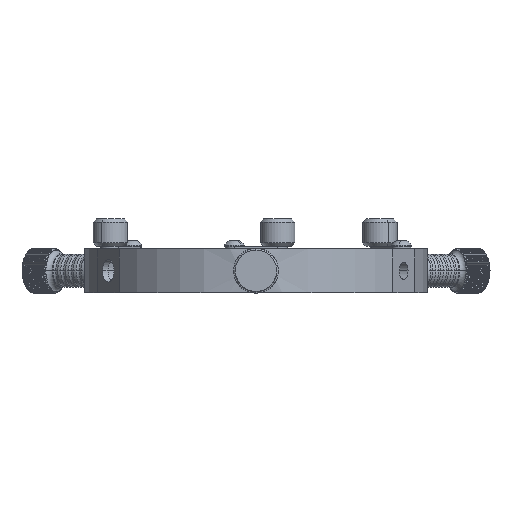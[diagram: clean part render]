
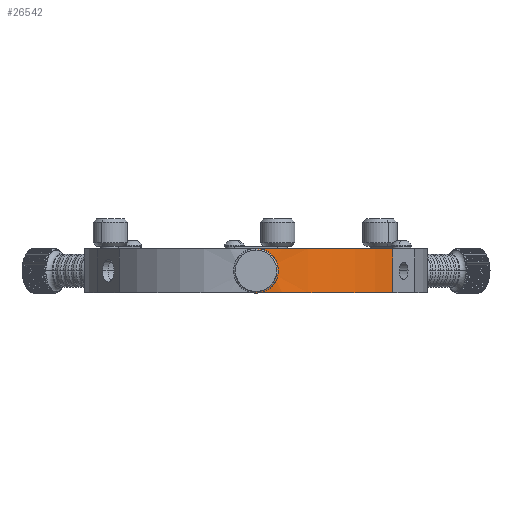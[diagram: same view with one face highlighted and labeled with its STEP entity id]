
A CAD part, left-side view. The second image highlights one B-rep face of the part: STEP entity #26542.
In plain terms, the highlighted cylindrical face has radius 49.9 mm (diameter 99.8 mm), a partial arc.
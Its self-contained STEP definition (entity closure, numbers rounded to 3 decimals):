
#613 = CARTESIAN_POINT ( 'NONE',  ( -49.877, -1.548, 4.554 ) ) ;
#939 = CARTESIAN_POINT ( 'NONE',  ( -49.855, -2.128, -4.314 ) ) ;
#956 = LINE ( 'NONE', #23611, #9830 ) ;
#1043 = DIRECTION ( 'NONE',  ( 0., 0., -1. ) ) ;
#1117 = CARTESIAN_POINT ( 'NONE',  ( -49.9, 0., -4.8 ) ) ;
#1503 = DIRECTION ( 'NONE',  ( 0., 0., -1. ) ) ;
#1971 = ORIENTED_EDGE ( 'NONE', *, *, #33401, .F. ) ;
#2375 = CARTESIAN_POINT ( 'NONE',  ( -49.9, 0., 6.35 ) ) ;
#3589 = ORIENTED_EDGE ( 'NONE', *, *, #12190, .T. ) ;
#4278 = CARTESIAN_POINT ( 'NONE',  ( -49.754, -3.815, 2.931 ) ) ;
#4431 = CARTESIAN_POINT ( 'NONE',  ( -49.799, -3.174, 3.615 ) ) ;
#4759 = CARTESIAN_POINT ( 'NONE',  ( -49.669, -4.8, 0.315 ) ) ;
#4776 = CARTESIAN_POINT ( 'NONE',  ( -49.9, 0., -6.35 ) ) ;
#5375 = B_SPLINE_CURVE_WITH_KNOTS ( 'NONE', 3,
 ( #8528, #31103, #30773, #15790, #613, #27091, #38433, #15634, #4431, #8376, #4278, #19784, #46393, #12515, #42242, #42725, #4759, #15955, #31277, #35252, #35086, #34743, #42559, #23596, #23761, #12353, #30943, #38924, #939, #46231, #8210, #23432, #19958, #1117 ),
 .UNSPECIFIED., .F., .F.,
 ( 4, 2, 2, 2, 2, 2, 2, 2, 2, 2, 2, 2, 2, 2, 2, 2, 4 ),
 ( 0., 0.001, 0.002, 0.003, 0.004, 0.005, 0.006, 0.007, 0.008, 0.008, 0.009, 0.01, 0.011, 0.012, 0.013, 0.014, 0.015 ),
 .UNSPECIFIED. ) ;
#5469 = EDGE_CURVE ( 'NONE', #21977, #11668, #956, .T. ) ;
#7353 = CARTESIAN_POINT ( 'NONE',  ( -49.9, 0., 4.8 ) ) ;
#7516 = EDGE_LOOP ( 'NONE', ( #1971, #47320, #15736, #16989, #3589, #8598 ) ) ;
#8210 = CARTESIAN_POINT ( 'NONE',  ( -49.885, -1.247, -4.646 ) ) ;
#8376 = CARTESIAN_POINT ( 'NONE',  ( -49.769, -3.616, 3.172 ) ) ;
#8528 = CARTESIAN_POINT ( 'NONE',  ( -49.9, 0., 4.8 ) ) ;
#8598 = ORIENTED_EDGE ( 'NONE', *, *, #22789, .F. ) ;
#9830 = VECTOR ( 'NONE', #42745, 1000. ) ;
#11668 = VERTEX_POINT ( 'NONE', #4776 ) ;
#11824 = VERTEX_POINT ( 'NONE', #28754 ) ;
#12190 = EDGE_CURVE ( 'NONE', #11668, #11824, #26150, .T. ) ;
#12278 = CARTESIAN_POINT ( 'NONE',  ( -30.211, -39.715, 6.35 ) ) ;
#12353 = CARTESIAN_POINT ( 'NONE',  ( -49.8, -3.171, -3.618 ) ) ;
#12515 = CARTESIAN_POINT ( 'NONE',  ( -49.692, -4.554, 1.549 ) ) ;
#14993 = CARTESIAN_POINT ( 'NONE',  ( -30.211, -39.715, 6.35 ) ) ;
#15314 = EDGE_CURVE ( 'NONE', #37974, #16892, #46708, .T. ) ;
#15634 = CARTESIAN_POINT ( 'NONE',  ( -49.815, -2.927, 3.817 ) ) ;
#15736 = ORIENTED_EDGE ( 'NONE', *, *, #30953, .T. ) ;
#15790 = CARTESIAN_POINT ( 'NONE',  ( -49.885, -1.243, 4.647 ) ) ;
#15955 = CARTESIAN_POINT ( 'NONE',  ( -49.669, -4.8, -0.312 ) ) ;
#16892 = VERTEX_POINT ( 'NONE', #7353 ) ;
#16989 = ORIENTED_EDGE ( 'NONE', *, *, #5469, .T. ) ;
#19600 = FACE_OUTER_BOUND ( 'NONE', #7516, .T. ) ;
#19784 = CARTESIAN_POINT ( 'NONE',  ( -49.726, -4.166, 2.406 ) ) ;
#19958 = CARTESIAN_POINT ( 'NONE',  ( -49.9, -0.313, -4.8 ) ) ;
#20480 = CARTESIAN_POINT ( 'NONE',  ( 0., 0., 6.35 ) ) ;
#20876 = DIRECTION ( 'NONE',  ( 0., 0., -1. ) ) ;
#21976 = DIRECTION ( 'NONE',  ( 1., 0., 0. ) ) ;
#21977 = VERTEX_POINT ( 'NONE', #43343 ) ;
#22789 = EDGE_CURVE ( 'NONE', #35203, #11824, #48434, .T. ) ;
#22900 = VECTOR ( 'NONE', #20876, 1000. ) ;
#23432 = CARTESIAN_POINT ( 'NONE',  ( -49.897, -0.632, -4.769 ) ) ;
#23596 = CARTESIAN_POINT ( 'NONE',  ( -49.754, -3.817, -2.927 ) ) ;
#23611 = CARTESIAN_POINT ( 'NONE',  ( -49.9, 0., 6.35 ) ) ;
#23761 = CARTESIAN_POINT ( 'NONE',  ( -49.769, -3.619, -3.169 ) ) ;
#25050 = CARTESIAN_POINT ( 'NONE',  ( -49.9, 0., 6.35 ) ) ;
#26150 = CIRCLE ( 'NONE', #33790, 49.9 ) ;
#26542 = ADVANCED_FACE ( 'NONE', ( #19600 ), #48707, .T. ) ;
#27026 = VECTOR ( 'NONE', #1043, 1000. ) ;
#27091 = CARTESIAN_POINT ( 'NONE',  ( -49.855, -2.129, 4.313 ) ) ;
#28754 = CARTESIAN_POINT ( 'NONE',  ( -30.211, -39.715, -6.35 ) ) ;
#29745 = AXIS2_PLACEMENT_3D ( 'NONE', #20480, #1503, #46606 ) ;
#30773 = CARTESIAN_POINT ( 'NONE',  ( -49.897, -0.629, 4.769 ) ) ;
#30943 = CARTESIAN_POINT ( 'NONE',  ( -49.815, -2.928, -3.816 ) ) ;
#30953 = EDGE_CURVE ( 'NONE', #16892, #21977, #5375, .T. ) ;
#31103 = CARTESIAN_POINT ( 'NONE',  ( -49.9, -0.317, 4.8 ) ) ;
#31277 = CARTESIAN_POINT ( 'NONE',  ( -49.672, -4.769, -0.63 ) ) ;
#33062 = DIRECTION ( 'NONE',  ( 1., 0., 0. ) ) ;
#33401 = EDGE_CURVE ( 'NONE', #37974, #35203, #47444, .T. ) ;
#33448 = CARTESIAN_POINT ( 'NONE',  ( 0., 0., 6.35 ) ) ;
#33790 = AXIS2_PLACEMENT_3D ( 'NONE', #44842, #44522, #33062 ) ;
#34743 = CARTESIAN_POINT ( 'NONE',  ( -49.713, -4.315, -2.126 ) ) ;
#35086 = CARTESIAN_POINT ( 'NONE',  ( -49.692, -4.555, -1.545 ) ) ;
#35203 = VERTEX_POINT ( 'NONE', #14993 ) ;
#35252 = CARTESIAN_POINT ( 'NONE',  ( -49.683, -4.646, -1.246 ) ) ;
#37030 = AXIS2_PLACEMENT_3D ( 'NONE', #33448, #40937, #21976 ) ;
#37974 = VERTEX_POINT ( 'NONE', #2375 ) ;
#38433 = CARTESIAN_POINT ( 'NONE',  ( -49.843, -2.405, 4.166 ) ) ;
#38924 = CARTESIAN_POINT ( 'NONE',  ( -49.843, -2.408, -4.164 ) ) ;
#40937 = DIRECTION ( 'NONE',  ( 0., 0., 1. ) ) ;
#42242 = CARTESIAN_POINT ( 'NONE',  ( -49.683, -4.646, 1.246 ) ) ;
#42559 = CARTESIAN_POINT ( 'NONE',  ( -49.726, -4.165, -2.407 ) ) ;
#42725 = CARTESIAN_POINT ( 'NONE',  ( -49.672, -4.769, 0.627 ) ) ;
#42745 = DIRECTION ( 'NONE',  ( 0., 0., -1. ) ) ;
#43343 = CARTESIAN_POINT ( 'NONE',  ( -49.9, 0., -4.8 ) ) ;
#44522 = DIRECTION ( 'NONE',  ( 0., 0., 1. ) ) ;
#44842 = CARTESIAN_POINT ( 'NONE',  ( 0., 0., -6.35 ) ) ;
#46231 = CARTESIAN_POINT ( 'NONE',  ( -49.877, -1.546, -4.555 ) ) ;
#46393 = CARTESIAN_POINT ( 'NONE',  ( -49.713, -4.315, 2.127 ) ) ;
#46606 = DIRECTION ( 'NONE',  ( -1., 0., 0. ) ) ;
#46708 = LINE ( 'NONE', #25050, #22900 ) ;
#47320 = ORIENTED_EDGE ( 'NONE', *, *, #15314, .T. ) ;
#47444 = CIRCLE ( 'NONE', #37030, 49.9 ) ;
#48434 = LINE ( 'NONE', #12278, #27026 ) ;
#48707 = CYLINDRICAL_SURFACE ( 'NONE', #29745, 49.9 ) ;
